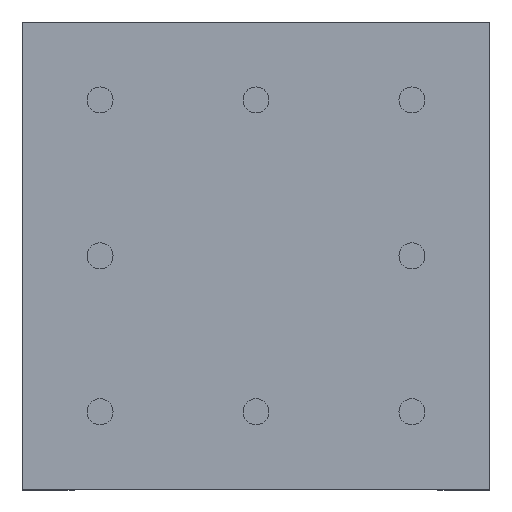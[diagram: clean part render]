
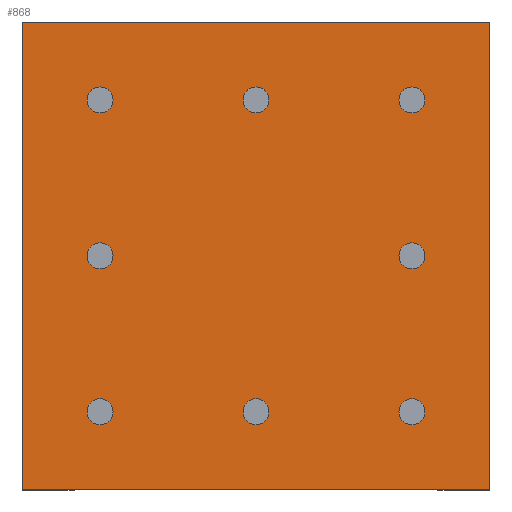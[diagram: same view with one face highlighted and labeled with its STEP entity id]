
A CAD part, top view. The second image highlights one B-rep face of the part: STEP entity #868.
In plain terms, the highlighted planar face has unit normal (0, 0, 1).
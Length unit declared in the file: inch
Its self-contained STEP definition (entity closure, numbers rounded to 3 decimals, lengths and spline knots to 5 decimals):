
#173=DIRECTION('',(1.,0.,0.));
#174=VECTOR('',#173,45.);
#175=CARTESIAN_POINT('',(-22.5,-22.5,2.));
#176=LINE('',#175,#174);
#177=DIRECTION('',(0.,-1.,0.));
#178=VECTOR('',#177,45.);
#179=CARTESIAN_POINT('',(-22.5,22.5,2.));
#180=LINE('',#179,#178);
#181=DIRECTION('',(-1.,0.,0.));
#182=VECTOR('',#181,45.);
#183=CARTESIAN_POINT('',(22.5,22.5,2.));
#184=LINE('',#183,#182);
#185=DIRECTION('',(0.,1.,0.));
#186=VECTOR('',#185,45.);
#187=CARTESIAN_POINT('',(22.5,-22.5,2.));
#188=LINE('',#187,#186);
#189=CARTESIAN_POINT('',(-15.,15.,2.));
#190=DIRECTION('',(0.,0.,1.));
#191=DIRECTION('',(1.,0.,0.));
#192=AXIS2_PLACEMENT_3D('',#189,#190,#191);
#194=CARTESIAN_POINT('',(-15.,15.,2.));
#195=DIRECTION('',(0.,0.,1.));
#196=DIRECTION('',(-1.,0.,0.));
#197=AXIS2_PLACEMENT_3D('',#194,#195,#196);
#199=CARTESIAN_POINT('',(15.,15.,2.));
#200=DIRECTION('',(0.,0.,1.));
#201=DIRECTION('',(1.,0.,0.));
#202=AXIS2_PLACEMENT_3D('',#199,#200,#201);
#204=CARTESIAN_POINT('',(15.,15.,2.));
#205=DIRECTION('',(0.,0.,1.));
#206=DIRECTION('',(-1.,0.,0.));
#207=AXIS2_PLACEMENT_3D('',#204,#205,#206);
#209=CARTESIAN_POINT('',(-15.,0.,2.));
#210=DIRECTION('',(0.,0.,1.));
#211=DIRECTION('',(1.,0.,0.));
#212=AXIS2_PLACEMENT_3D('',#209,#210,#211);
#214=CARTESIAN_POINT('',(-15.,0.,2.));
#215=DIRECTION('',(0.,0.,1.));
#216=DIRECTION('',(-1.,0.,0.));
#217=AXIS2_PLACEMENT_3D('',#214,#215,#216);
#219=CARTESIAN_POINT('',(-15.,-15.,2.));
#220=DIRECTION('',(0.,0.,1.));
#221=DIRECTION('',(1.,0.,0.));
#222=AXIS2_PLACEMENT_3D('',#219,#220,#221);
#224=CARTESIAN_POINT('',(-15.,-15.,2.));
#225=DIRECTION('',(0.,0.,1.));
#226=DIRECTION('',(-1.,0.,0.));
#227=AXIS2_PLACEMENT_3D('',#224,#225,#226);
#229=CARTESIAN_POINT('',(0.,-15.,2.));
#230=DIRECTION('',(0.,0.,1.));
#231=DIRECTION('',(1.,0.,0.));
#232=AXIS2_PLACEMENT_3D('',#229,#230,#231);
#234=CARTESIAN_POINT('',(0.,-15.,2.));
#235=DIRECTION('',(0.,0.,1.));
#236=DIRECTION('',(-1.,0.,0.));
#237=AXIS2_PLACEMENT_3D('',#234,#235,#236);
#239=CARTESIAN_POINT('',(15.,-15.,2.));
#240=DIRECTION('',(0.,0.,1.));
#241=DIRECTION('',(1.,0.,0.));
#242=AXIS2_PLACEMENT_3D('',#239,#240,#241);
#244=CARTESIAN_POINT('',(15.,-15.,2.));
#245=DIRECTION('',(0.,0.,1.));
#246=DIRECTION('',(-1.,0.,0.));
#247=AXIS2_PLACEMENT_3D('',#244,#245,#246);
#249=CARTESIAN_POINT('',(15.,0.,2.));
#250=DIRECTION('',(0.,0.,1.));
#251=DIRECTION('',(1.,0.,0.));
#252=AXIS2_PLACEMENT_3D('',#249,#250,#251);
#254=CARTESIAN_POINT('',(15.,0.,2.));
#255=DIRECTION('',(0.,0.,1.));
#256=DIRECTION('',(-1.,0.,0.));
#257=AXIS2_PLACEMENT_3D('',#254,#255,#256);
#259=CARTESIAN_POINT('',(0.,15.,2.));
#260=DIRECTION('',(0.,0.,1.));
#261=DIRECTION('',(1.,0.,0.));
#262=AXIS2_PLACEMENT_3D('',#259,#260,#261);
#264=CARTESIAN_POINT('',(0.,15.,2.));
#265=DIRECTION('',(0.,0.,1.));
#266=DIRECTION('',(-1.,0.,0.));
#267=AXIS2_PLACEMENT_3D('',#264,#265,#266);
#417=CARTESIAN_POINT('',(-22.5,-22.5,2.));
#418=CARTESIAN_POINT('',(22.5,-22.5,2.));
#419=VERTEX_POINT('',#417);
#420=VERTEX_POINT('',#418);
#421=CARTESIAN_POINT('',(22.5,22.5,2.));
#422=VERTEX_POINT('',#421);
#423=CARTESIAN_POINT('',(-22.5,22.5,2.));
#424=VERTEX_POINT('',#423);
#513=CARTESIAN_POINT('',(-13.75,15.,2.));
#514=CARTESIAN_POINT('',(-16.25,15.,2.));
#515=VERTEX_POINT('',#513);
#516=VERTEX_POINT('',#514);
#517=CARTESIAN_POINT('',(16.25,15.,2.));
#518=CARTESIAN_POINT('',(13.75,15.,2.));
#519=VERTEX_POINT('',#517);
#520=VERTEX_POINT('',#518);
#521=CARTESIAN_POINT('',(-13.75,0.,2.));
#522=CARTESIAN_POINT('',(-16.25,0.,2.));
#523=VERTEX_POINT('',#521);
#524=VERTEX_POINT('',#522);
#525=CARTESIAN_POINT('',(-13.75,-15.,2.));
#526=CARTESIAN_POINT('',(-16.25,-15.,2.));
#527=VERTEX_POINT('',#525);
#528=VERTEX_POINT('',#526);
#529=CARTESIAN_POINT('',(1.25,-15.,2.));
#530=CARTESIAN_POINT('',(-1.25,-15.,2.));
#531=VERTEX_POINT('',#529);
#532=VERTEX_POINT('',#530);
#533=CARTESIAN_POINT('',(16.25,-15.,2.));
#534=CARTESIAN_POINT('',(13.75,-15.,2.));
#535=VERTEX_POINT('',#533);
#536=VERTEX_POINT('',#534);
#537=CARTESIAN_POINT('',(16.25,0.,2.));
#538=CARTESIAN_POINT('',(13.75,0.,2.));
#539=VERTEX_POINT('',#537);
#540=VERTEX_POINT('',#538);
#541=CARTESIAN_POINT('',(1.25,15.,2.));
#542=CARTESIAN_POINT('',(-1.25,15.,2.));
#543=VERTEX_POINT('',#541);
#544=VERTEX_POINT('',#542);
#809=CARTESIAN_POINT('',(0.,0.,2.));
#810=DIRECTION('',(0.,0.,1.));
#811=DIRECTION('',(1.,0.,0.));
#812=AXIS2_PLACEMENT_3D('',#809,#810,#811);
#813=PLANE('',#812);
#814=ORIENTED_EDGE('',*,*,#658,.F.);
#815=ORIENTED_EDGE('',*,*,#754,.F.);
#816=ORIENTED_EDGE('',*,*,#735,.F.);
#817=ORIENTED_EDGE('',*,*,#604,.F.);
#818=EDGE_LOOP('',(#814,#815,#816,#817));
#819=FACE_OUTER_BOUND('',#818,.F.);
#821=ORIENTED_EDGE('',*,*,#820,.T.);
#823=ORIENTED_EDGE('',*,*,#822,.T.);
#824=EDGE_LOOP('',(#821,#823));
#825=FACE_BOUND('',#824,.F.);
#827=ORIENTED_EDGE('',*,*,#826,.T.);
#829=ORIENTED_EDGE('',*,*,#828,.T.);
#830=EDGE_LOOP('',(#827,#829));
#831=FACE_BOUND('',#830,.F.);
#833=ORIENTED_EDGE('',*,*,#832,.T.);
#835=ORIENTED_EDGE('',*,*,#834,.T.);
#836=EDGE_LOOP('',(#833,#835));
#837=FACE_BOUND('',#836,.F.);
#839=ORIENTED_EDGE('',*,*,#838,.T.);
#841=ORIENTED_EDGE('',*,*,#840,.T.);
#842=EDGE_LOOP('',(#839,#841));
#843=FACE_BOUND('',#842,.F.);
#845=ORIENTED_EDGE('',*,*,#844,.T.);
#847=ORIENTED_EDGE('',*,*,#846,.T.);
#848=EDGE_LOOP('',(#845,#847));
#849=FACE_BOUND('',#848,.F.);
#851=ORIENTED_EDGE('',*,*,#850,.T.);
#853=ORIENTED_EDGE('',*,*,#852,.T.);
#854=EDGE_LOOP('',(#851,#853));
#855=FACE_BOUND('',#854,.F.);
#857=ORIENTED_EDGE('',*,*,#856,.T.);
#859=ORIENTED_EDGE('',*,*,#858,.T.);
#860=EDGE_LOOP('',(#857,#859));
#861=FACE_BOUND('',#860,.F.);
#863=ORIENTED_EDGE('',*,*,#862,.T.);
#865=ORIENTED_EDGE('',*,*,#864,.T.);
#866=EDGE_LOOP('',(#863,#865));
#867=FACE_BOUND('',#866,.F.);
#868=ADVANCED_FACE('',(#819,#825,#831,#837,#843,#849,#855,#861,#867),#813,.T.);
#193=CIRCLE('',#192,1.25);
#198=CIRCLE('',#197,1.25);
#203=CIRCLE('',#202,1.25);
#208=CIRCLE('',#207,1.25);
#213=CIRCLE('',#212,1.25);
#218=CIRCLE('',#217,1.25);
#223=CIRCLE('',#222,1.25);
#228=CIRCLE('',#227,1.25);
#233=CIRCLE('',#232,1.25);
#238=CIRCLE('',#237,1.25);
#243=CIRCLE('',#242,1.25);
#248=CIRCLE('',#247,1.25);
#253=CIRCLE('',#252,1.25);
#258=CIRCLE('',#257,1.25);
#263=CIRCLE('',#262,1.25);
#268=CIRCLE('',#267,1.25);
#604=EDGE_CURVE('',#420,#422,#188,.T.);
#658=EDGE_CURVE('',#419,#420,#176,.T.);
#735=EDGE_CURVE('',#422,#424,#184,.T.);
#754=EDGE_CURVE('',#424,#419,#180,.T.);
#820=EDGE_CURVE('',#515,#516,#193,.T.);
#822=EDGE_CURVE('',#516,#515,#198,.T.);
#826=EDGE_CURVE('',#519,#520,#203,.T.);
#828=EDGE_CURVE('',#520,#519,#208,.T.);
#832=EDGE_CURVE('',#523,#524,#213,.T.);
#834=EDGE_CURVE('',#524,#523,#218,.T.);
#838=EDGE_CURVE('',#527,#528,#223,.T.);
#840=EDGE_CURVE('',#528,#527,#228,.T.);
#844=EDGE_CURVE('',#531,#532,#233,.T.);
#846=EDGE_CURVE('',#532,#531,#238,.T.);
#850=EDGE_CURVE('',#535,#536,#243,.T.);
#852=EDGE_CURVE('',#536,#535,#248,.T.);
#856=EDGE_CURVE('',#539,#540,#253,.T.);
#858=EDGE_CURVE('',#540,#539,#258,.T.);
#862=EDGE_CURVE('',#543,#544,#263,.T.);
#864=EDGE_CURVE('',#544,#543,#268,.T.);
